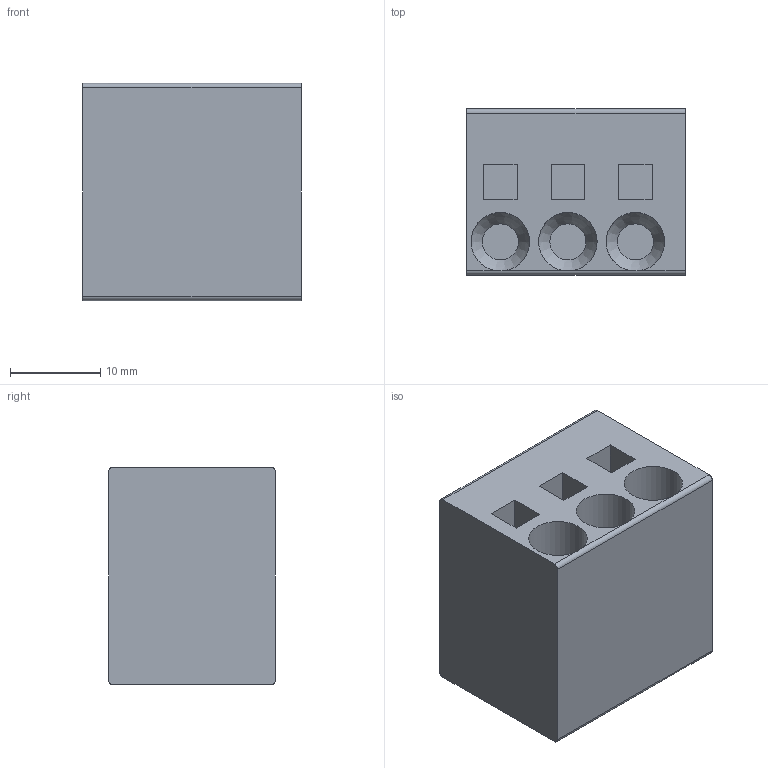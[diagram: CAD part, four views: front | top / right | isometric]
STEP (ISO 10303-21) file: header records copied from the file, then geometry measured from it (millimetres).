
FILE_DESCRIPTION(/* description */ ('model of PhoenixContact_SPT_5_3-V-7.5-ZB_1x03_P7.5_Vertical_1719325'),/* implementation_level */ '2;1');
FILE_NAME(/* name */ 'PhoenixContact_SPT_5_3-V-7.5-ZB_1x03_P7.5_Vertical_1719325.step',/* time_stamp */ '2020-09-21T11:45:38',/* author */ ('Joel',''),/* organization */ (''),/* preprocessor_version */ '',/* originating_system */ '',/* authorisation */ '');
FILE_SCHEMA(('AUTOMOTIVE_DESIGN { 1 0 10303 214 1 1 1 1 }'));
Length unit declared in the file: millimetre
Products named in the file (1): Shape0_7103266745570884
Bounding box: 24.3 x 18.5 x 24.15 mm (x, y, z)
Volume: 9888.6 mm3; surface area: 3624.8 mm2
Topology: 1 solids, 1 shells, 34 faces, 84 edges, 55 vertices
Faces by surface type: plane 24, cylinder 7, cone 3
Full cylindrical faces by diameter (mm): 6.5 x3
Entity records: 2228 total; most frequent: CARTESIAN_POINT 501, DIRECTION 323, LINE 206, VECTOR 206, ORIENTED_EDGE 168, PCURVE 168, DEFINITIONAL_REPRESENTATION 168, EDGE_CURVE 84
